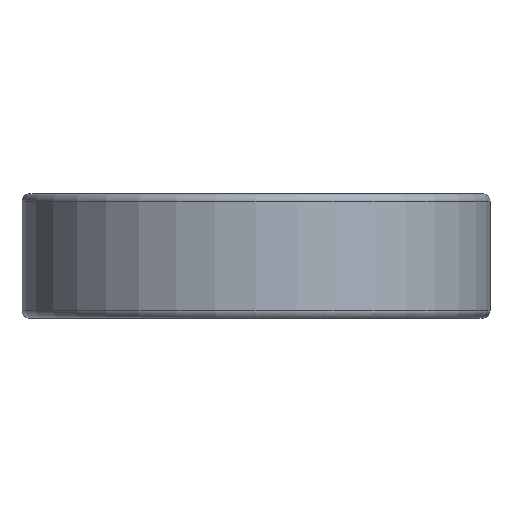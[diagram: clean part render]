
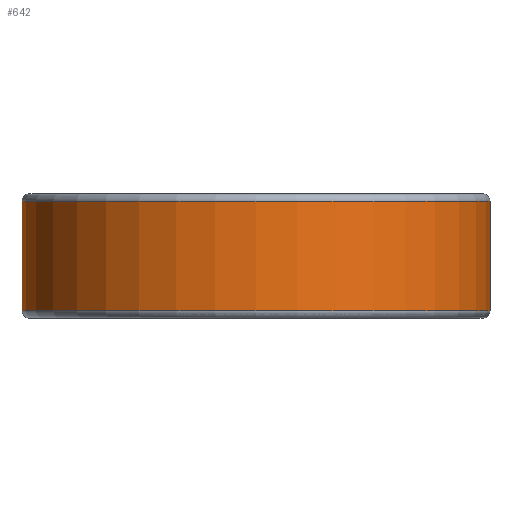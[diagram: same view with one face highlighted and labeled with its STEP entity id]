
A CAD part, front view. The second image highlights one B-rep face of the part: STEP entity #642.
In plain terms, the highlighted cylindrical face has radius 150 mm (diameter 300 mm), a partial arc.
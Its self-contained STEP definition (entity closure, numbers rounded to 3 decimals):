
#642 = ADVANCED_FACE ( 'NONE', ( #9217 ), #3903, .T. ) ;
#806 = CARTESIAN_POINT ( 'NONE',  ( -150., 0., -35. ) ) ;
#917 = CARTESIAN_POINT ( 'NONE',  ( 0., 0., -35. ) ) ;
#1332 = LINE ( 'NONE', #13967, #2895 ) ;
#1645 = CARTESIAN_POINT ( 'NONE',  ( -150., 0., 0. ) ) ;
#2895 = VECTOR ( 'NONE', #12080, 1000. ) ;
#3578 = VERTEX_POINT ( 'NONE', #5739 ) ;
#3903 = CYLINDRICAL_SURFACE ( 'NONE', #8958, 150. ) ;
#4483 = DIRECTION ( 'NONE',  ( 0., 0., -1. ) ) ;
#5739 = CARTESIAN_POINT ( 'NONE',  ( 150., 0., -35. ) ) ;
#6581 = EDGE_CURVE ( 'NONE', #23314, #3578, #1332, .T. ) ;
#7978 = ORIENTED_EDGE ( 'NONE', *, *, #6581, .F. ) ;
#8876 = EDGE_CURVE ( 'NONE', #23314, #15572, #11840, .T. ) ;
#8958 = AXIS2_PLACEMENT_3D ( 'NONE', #9563, #4483, #20767 ) ;
#8976 = ORIENTED_EDGE ( 'NONE', *, *, #20955, .T. ) ;
#9217 = FACE_OUTER_BOUND ( 'NONE', #16887, .T. ) ;
#9563 = CARTESIAN_POINT ( 'NONE',  ( 0., 0., 0. ) ) ;
#9891 = VECTOR ( 'NONE', #15838, 1000. ) ;
#11033 = DIRECTION ( 'NONE',  ( 0., 0., -1. ) ) ;
#11535 = ORIENTED_EDGE ( 'NONE', *, *, #17383, .T. ) ;
#11817 = CARTESIAN_POINT ( 'NONE',  ( -150., 0., 35. ) ) ;
#11840 = CIRCLE ( 'NONE', #14834, 150. ) ;
#11881 = DIRECTION ( 'NONE',  ( 0., 0., 1. ) ) ;
#12080 = DIRECTION ( 'NONE',  ( 0., 0., -1. ) ) ;
#12795 = AXIS2_PLACEMENT_3D ( 'NONE', #917, #11881, #19081 ) ;
#13967 = CARTESIAN_POINT ( 'NONE',  ( 150., 0., 0. ) ) ;
#14565 = CARTESIAN_POINT ( 'NONE',  ( 0., 0., 35. ) ) ;
#14834 = AXIS2_PLACEMENT_3D ( 'NONE', #14565, #11033, #18254 ) ;
#14941 = ORIENTED_EDGE ( 'NONE', *, *, #8876, .T. ) ;
#15572 = VERTEX_POINT ( 'NONE', #11817 ) ;
#15838 = DIRECTION ( 'NONE',  ( 0., 0., -1. ) ) ;
#16216 = CIRCLE ( 'NONE', #12795, 150. ) ;
#16881 = CARTESIAN_POINT ( 'NONE',  ( 150., 0., 35. ) ) ;
#16887 = EDGE_LOOP ( 'NONE', ( #7978, #14941, #8976, #11535 ) ) ;
#17383 = EDGE_CURVE ( 'NONE', #20202, #3578, #16216, .T. ) ;
#18254 = DIRECTION ( 'NONE',  ( 1., 0., 0. ) ) ;
#19081 = DIRECTION ( 'NONE',  ( -1., 0., 0. ) ) ;
#19588 = LINE ( 'NONE', #1645, #9891 ) ;
#20202 = VERTEX_POINT ( 'NONE', #806 ) ;
#20767 = DIRECTION ( 'NONE',  ( -1., 0., 0. ) ) ;
#20955 = EDGE_CURVE ( 'NONE', #15572, #20202, #19588, .T. ) ;
#23314 = VERTEX_POINT ( 'NONE', #16881 ) ;
